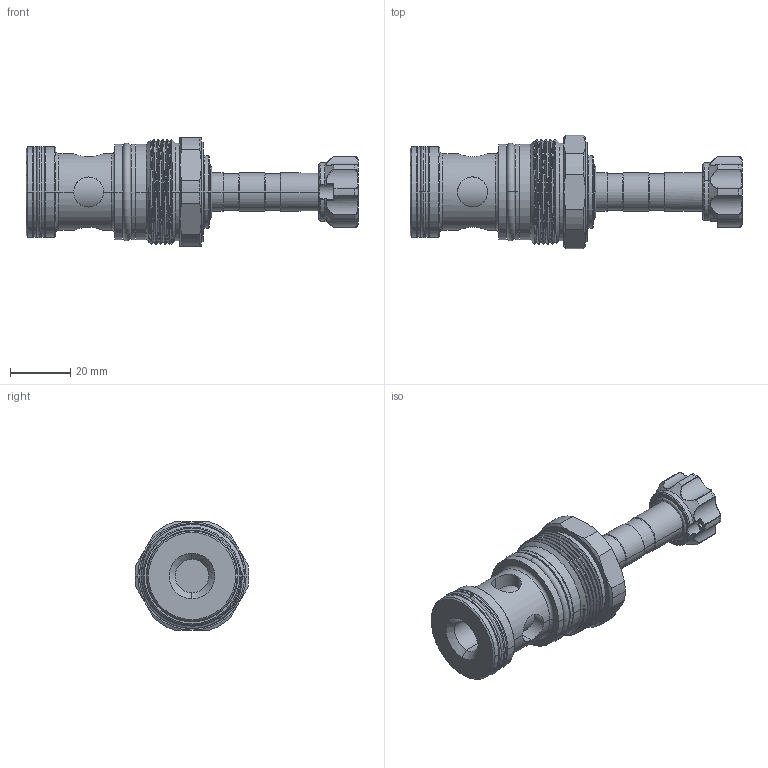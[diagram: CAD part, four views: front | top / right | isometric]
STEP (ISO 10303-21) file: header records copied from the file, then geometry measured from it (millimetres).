
FILE_DESCRIPTION (( 'STEP AP203' ), '1' );
FILE_NAME ('EP35MV2A10N05.STEP', '2020-04-16T03:48:54', ( '' ), ( '' ), 'SwSTEP 2.0', 'SolidWorks 2018', '' );
FILE_SCHEMA (( 'CONFIG_CONTROL_DESIGN' ));
Length unit declared in the file: millimetre
Products named in the file (1): EP35MV2A10N05
Bounding box: 110.4 x 37.9 x 36 mm (x, y, z)
Volume: 50802.6 mm3; surface area: 15720.2 mm2
Topology: 4 solids, 4 shells, 290 faces, 681 edges, 414 vertices
Faces by surface type: cylinder 129, cone 49, torus 43, bspline 37, plane 32
Entity records: 12575 total; most frequent: CARTESIAN_POINT 6129, ORIENTED_EDGE 1358, DIRECTION 1327, EDGE_CURVE 679, AXIS2_PLACEMENT_3D 577, VERTEX_POINT 414, CIRCLE 323, EDGE_LOOP 315
